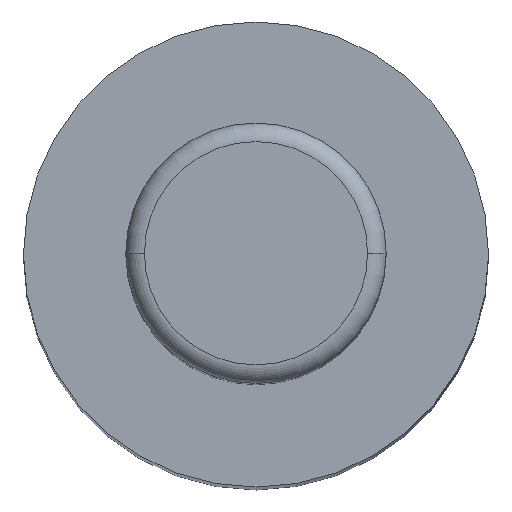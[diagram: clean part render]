
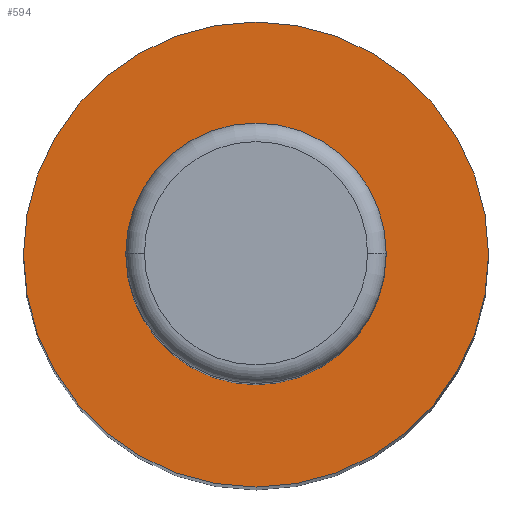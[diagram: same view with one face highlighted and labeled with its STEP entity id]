
A CAD part, top view. The second image highlights one B-rep face of the part: STEP entity #594.
In plain terms, the highlighted planar face has unit normal (0, 0, 1).
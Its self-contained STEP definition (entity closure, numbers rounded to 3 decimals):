
#29 = DIRECTION ( 'NONE',  ( -1., 0., 0. ) ) ;
#41 = ORIENTED_EDGE ( 'NONE', *, *, #467, .F. ) ;
#76 = CARTESIAN_POINT ( 'NONE',  ( 0., 0., 90. ) ) ;
#89 = VERTEX_POINT ( 'NONE', #144 ) ;
#113 = EDGE_LOOP ( 'NONE', ( #488, #636 ) ) ;
#121 = AXIS2_PLACEMENT_3D ( 'NONE', #867, #460, #29 ) ;
#127 = EDGE_LOOP ( 'NONE', ( #225, #41 ) ) ;
#128 = PLANE ( 'NONE',  #865 ) ;
#133 = AXIS2_PLACEMENT_3D ( 'NONE', #76, #570, #150 ) ;
#144 = CARTESIAN_POINT ( 'NONE',  ( 7., 0., 90. ) ) ;
#150 = DIRECTION ( 'NONE',  ( -1., 0., 0. ) ) ;
#161 = DIRECTION ( 'NONE',  ( 0., 0., -1. ) ) ;
#166 = EDGE_CURVE ( 'NONE', #756, #89, #838, .T. ) ;
#188 = DIRECTION ( 'NONE',  ( 0., 0., -1. ) ) ;
#225 = ORIENTED_EDGE ( 'NONE', *, *, #311, .F. ) ;
#236 = VERTEX_POINT ( 'NONE', #844 ) ;
#300 = CIRCLE ( 'NONE', #121, 7. ) ;
#311 = EDGE_CURVE ( 'NONE', #236, #578, #548, .T. ) ;
#339 = CARTESIAN_POINT ( 'NONE',  ( 12.5, 0., 90. ) ) ;
#390 = EDGE_CURVE ( 'NONE', #89, #756, #300, .T. ) ;
#393 = CIRCLE ( 'NONE', #870, 12.5 ) ;
#408 = DIRECTION ( 'NONE',  ( 1., 0., 0. ) ) ;
#460 = DIRECTION ( 'NONE',  ( 0., 0., -1. ) ) ;
#467 = EDGE_CURVE ( 'NONE', #578, #236, #393, .T. ) ;
#488 = ORIENTED_EDGE ( 'NONE', *, *, #166, .T. ) ;
#517 = FACE_OUTER_BOUND ( 'NONE', #127, .T. ) ;
#548 = CIRCLE ( 'NONE', #849, 12.5 ) ;
#570 = DIRECTION ( 'NONE',  ( 0., 0., -1. ) ) ;
#578 = VERTEX_POINT ( 'NONE', #339 ) ;
#581 = CARTESIAN_POINT ( 'NONE',  ( 0., 0., 90. ) ) ;
#594 = ADVANCED_FACE ( 'NONE', ( #676, #517 ), #128, .T. ) ;
#608 = CARTESIAN_POINT ( 'NONE',  ( 0., 0., 90. ) ) ;
#618 = CARTESIAN_POINT ( 'NONE',  ( -7., 0., 90. ) ) ;
#636 = ORIENTED_EDGE ( 'NONE', *, *, #390, .T. ) ;
#652 = DIRECTION ( 'NONE',  ( -1., 0., 0. ) ) ;
#676 = FACE_BOUND ( 'NONE', #113, .T. ) ;
#678 = DIRECTION ( 'NONE',  ( -1., 0., 0. ) ) ;
#756 = VERTEX_POINT ( 'NONE', #807 ) ;
#807 = CARTESIAN_POINT ( 'NONE',  ( -7., 0., 90. ) ) ;
#822 = DIRECTION ( 'NONE',  ( 0., 0., 1. ) ) ;
#838 = CIRCLE ( 'NONE', #133, 7. ) ;
#844 = CARTESIAN_POINT ( 'NONE',  ( -12.5, 0., 90. ) ) ;
#849 = AXIS2_PLACEMENT_3D ( 'NONE', #581, #161, #652 ) ;
#865 = AXIS2_PLACEMENT_3D ( 'NONE', #618, #822, #408 ) ;
#867 = CARTESIAN_POINT ( 'NONE',  ( 0., 0., 90. ) ) ;
#870 = AXIS2_PLACEMENT_3D ( 'NONE', #608, #188, #678 ) ;
